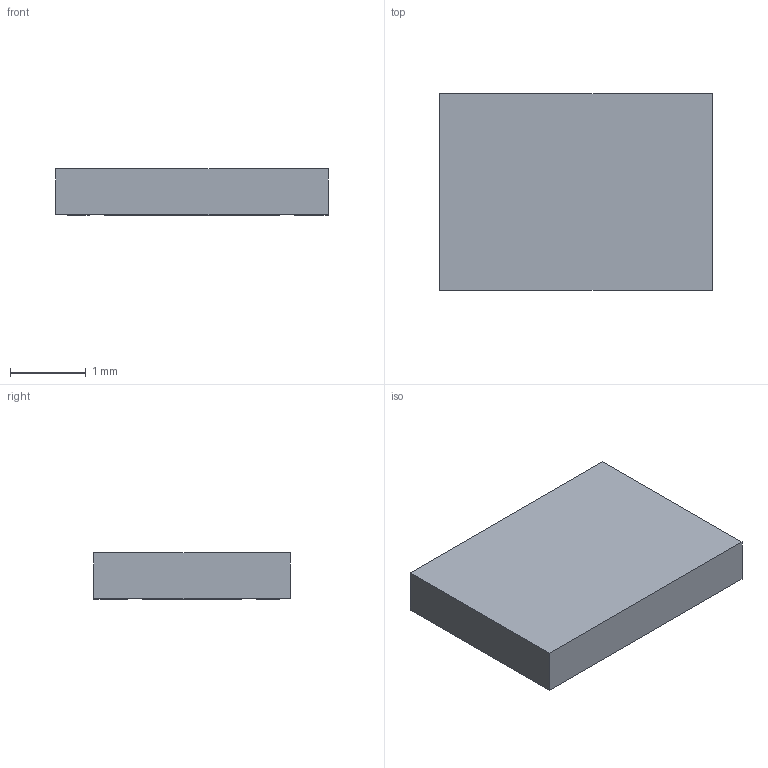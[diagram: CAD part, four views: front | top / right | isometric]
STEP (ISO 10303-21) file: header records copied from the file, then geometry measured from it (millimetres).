
FILE_DESCRIPTION(('FreeCAD Model'),'2;1');
FILE_NAME('Open CASCADE Shape Model','2025-09-20T23:38:17',(''),(''), 'Open CASCADE STEP processor 7.8','FreeCAD','Unknown');
FILE_SCHEMA(('AUTOMOTIVE_DESIGN { 1 0 10303 214 1 1 1 1 }'));
Length unit declared in the file: millimetre
Products named in the file (5): Part; Body; Body003; Array (Mirror #1); Array001 (Mirror #2)
Assembly tree (4 placements, depth 2):
  Part
    Body
    Body003
    Array (Mirror #1)
    Array001 (Mirror #2)
Bounding box: 3.6 x 2.6 x 0.61 mm (x, y, z)
Surface area: 37 mm2
Topology: 14 solids, 14 shells, 185 faces, 471 edges, 314 vertices
Faces by surface type: plane 160, cylinder 25
Entity records: 5704 total; most frequent: CARTESIAN_POINT 975, ORIENTED_EDGE 942, DIRECTION 901, EDGE_CURVE 471, LINE 421, VECTOR 421, VERTEX_POINT 314, AXIS2_PLACEMENT_3D 240
